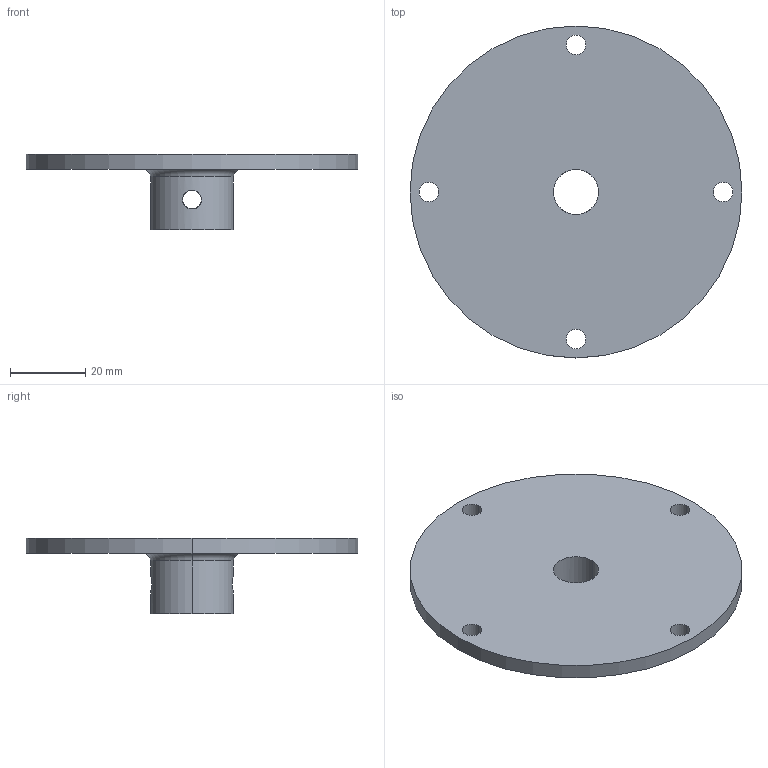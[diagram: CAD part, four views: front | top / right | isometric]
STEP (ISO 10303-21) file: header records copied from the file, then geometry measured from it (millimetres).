
FILE_DESCRIPTION (( 'STEP AP214' ), '1' );
FILE_NAME ('coupleur CAMGAU.STEP', '2022-09-14T12:30:42', ( '' ), ( '' ), 'SwSTEP 2.0', 'SolidWorks 2021', '' );
FILE_SCHEMA (( 'AUTOMOTIVE_DESIGN' ));
Length unit declared in the file: millimetre
Products named in the file (1): coupleur CAMGAU
Bounding box: 88 x 88 x 20 mm (x, y, z)
Volume: 27651.9 mm3; surface area: 14998.2 mm2
Topology: 1 solids, 1 shells, 25 faces, 62 edges, 40 vertices
Faces by surface type: cylinder 18, plane 3, cone 2, torus 2
Entity records: 1036 total; most frequent: CARTESIAN_POINT 360, DIRECTION 140, ORIENTED_EDGE 124, EDGE_CURVE 62, AXIS2_PLACEMENT_3D 60, VERTEX_POINT 40, EDGE_LOOP 40, CIRCLE 34
